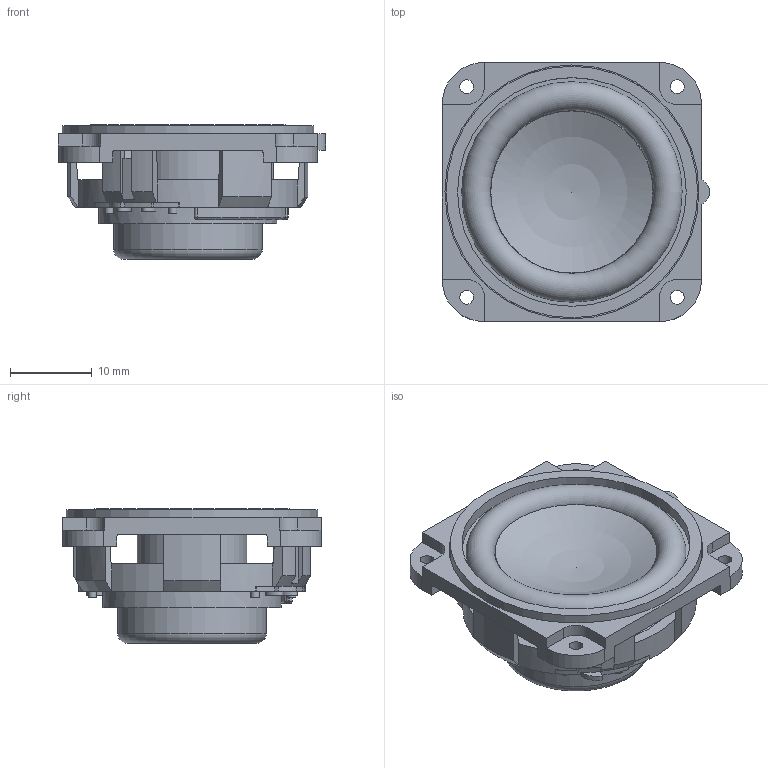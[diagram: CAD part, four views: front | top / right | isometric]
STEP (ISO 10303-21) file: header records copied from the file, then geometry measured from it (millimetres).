
FILE_DESCRIPTION(/* description */ (''),/* implementation_level */ '2;1');
FILE_NAME(/* name */ 'AS03208MS-3-R.ipt.step',/* time_stamp */ '2024-02-07T22:24:40-05:00',/* author */ ('vandenbroek'),/* organization */ (''),/* preprocessor_version */ 'ST-DEVELOPER v20',/* originating_system */ 'Autodesk Inventor 2024',/* authorisation */ '');
FILE_SCHEMA (('AUTOMOTIVE_DESIGN { 1 0 10303 214 3 1 1 }'));
Length unit declared in the file: millimetre
Products named in the file (1): AS03208MS-3-R
Bounding box: 32.7 x 31.7 x 16.44 mm (x, y, z)
Volume: 3939.1 mm3; surface area: 7262.6 mm2
Topology: 3 solids, 3 shells, 323 faces, 861 edges, 544 vertices
Faces by surface type: plane 143, cylinder 116, torus 24, sphere 14, bspline 13, cone 13
Full cylindrical faces by diameter (mm): 1 x4, 1.1 x4, 1.7 x4, 12.8 x1, 13.28 x1, 13.38 x2, 14.26 x1, 15.2 x1, 17.2 x1, 18.2 x1, 21.8 x1, 25 x1, 28 x1, 30.8 x1, 31.1 x1
Entity records: 11190 total; most frequent: CARTESIAN_POINT 2582, DIRECTION 1772, ORIENTED_EDGE 1698, EDGE_CURVE 849, AXIS2_PLACEMENT_3D 671, VERTEX_POINT 544, LINE 430, VECTOR 430
